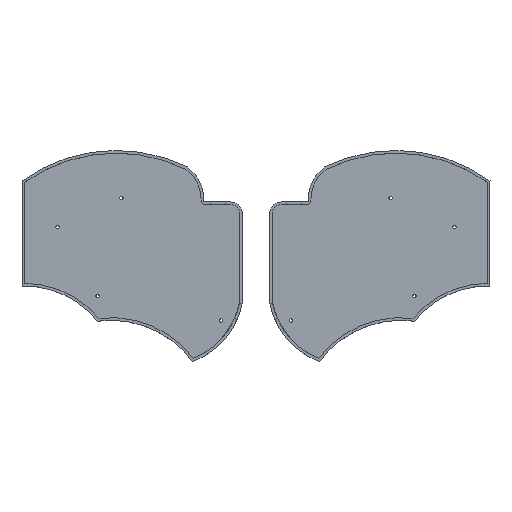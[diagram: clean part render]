
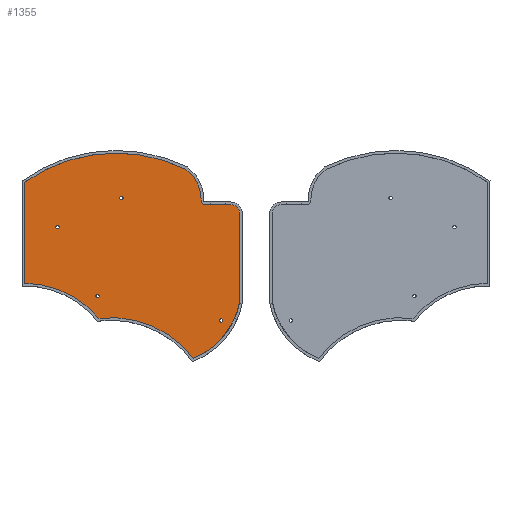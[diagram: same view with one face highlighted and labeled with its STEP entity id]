
A CAD part, top view. The second image highlights one B-rep face of the part: STEP entity #1355.
In plain terms, the highlighted planar face has unit normal (0, 0, 1).
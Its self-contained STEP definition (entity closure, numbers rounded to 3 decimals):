
#21=FACE_BOUND('',#236,.T.);
#22=FACE_BOUND('',#237,.T.);
#23=FACE_BOUND('',#238,.T.);
#24=FACE_BOUND('',#239,.T.);
#79=CIRCLE('',#1448,45.141);
#92=CIRCLE('',#1463,94.216);
#93=CIRCLE('',#1464,58.377);
#94=CIRCLE('',#1465,62.324);
#95=CIRCLE('',#1466,5.5);
#96=CIRCLE('',#1467,2.5);
#97=CIRCLE('',#1468,22.478);
#98=CIRCLE('',#1469,1.);
#99=CIRCLE('',#1470,1.);
#100=CIRCLE('',#1471,1.);
#101=CIRCLE('',#1472,1.);
#163=FACE_OUTER_BOUND('',#235,.T.);
#235=EDGE_LOOP('',(#971,#972,#973,#974,#975,#976,#977,#978,#979,#980,#981));
#236=EDGE_LOOP('',(#982));
#237=EDGE_LOOP('',(#983));
#238=EDGE_LOOP('',(#984));
#239=EDGE_LOOP('',(#985));
#346=LINE('',#2131,#470);
#347=LINE('',#2136,#471);
#348=LINE('',#2140,#472);
#349=LINE('',#2144,#473);
#470=VECTOR('',#1685,10.);
#471=VECTOR('',#1690,10.);
#472=VECTOR('',#1693,10.);
#473=VECTOR('',#1696,10.);
#586=VERTEX_POINT('',#2088);
#587=VERTEX_POINT('',#2090);
#603=VERTEX_POINT('',#2127);
#604=VERTEX_POINT('',#2128);
#605=VERTEX_POINT('',#2130);
#606=VERTEX_POINT('',#2132);
#607=VERTEX_POINT('',#2135);
#608=VERTEX_POINT('',#2137);
#609=VERTEX_POINT('',#2139);
#610=VERTEX_POINT('',#2141);
#611=VERTEX_POINT('',#2143);
#612=VERTEX_POINT('',#2146);
#613=VERTEX_POINT('',#2148);
#614=VERTEX_POINT('',#2150);
#615=VERTEX_POINT('',#2152);
#730=EDGE_CURVE('',#586,#587,#79,.T.);
#749=EDGE_CURVE('',#603,#604,#92,.T.);
#750=EDGE_CURVE('',#605,#603,#346,.T.);
#751=EDGE_CURVE('',#606,#605,#93,.T.);
#752=EDGE_CURVE('',#587,#606,#94,.T.);
#753=EDGE_CURVE('',#607,#586,#347,.T.);
#754=EDGE_CURVE('',#608,#607,#95,.T.);
#755=EDGE_CURVE('',#609,#608,#348,.T.);
#756=EDGE_CURVE('',#610,#609,#96,.T.);
#757=EDGE_CURVE('',#611,#610,#349,.T.);
#758=EDGE_CURVE('',#604,#611,#97,.T.);
#759=EDGE_CURVE('',#612,#612,#98,.T.);
#760=EDGE_CURVE('',#613,#613,#99,.T.);
#761=EDGE_CURVE('',#614,#614,#100,.T.);
#762=EDGE_CURVE('',#615,#615,#101,.T.);
#971=ORIENTED_EDGE('',*,*,#749,.F.);
#972=ORIENTED_EDGE('',*,*,#750,.F.);
#973=ORIENTED_EDGE('',*,*,#751,.F.);
#974=ORIENTED_EDGE('',*,*,#752,.F.);
#975=ORIENTED_EDGE('',*,*,#730,.F.);
#976=ORIENTED_EDGE('',*,*,#753,.F.);
#977=ORIENTED_EDGE('',*,*,#754,.F.);
#978=ORIENTED_EDGE('',*,*,#755,.F.);
#979=ORIENTED_EDGE('',*,*,#756,.F.);
#980=ORIENTED_EDGE('',*,*,#757,.F.);
#981=ORIENTED_EDGE('',*,*,#758,.F.);
#982=ORIENTED_EDGE('',*,*,#759,.T.);
#983=ORIENTED_EDGE('',*,*,#760,.T.);
#984=ORIENTED_EDGE('',*,*,#761,.T.);
#985=ORIENTED_EDGE('',*,*,#762,.T.);
#1318=PLANE('',#1462);
#1355=ADVANCED_FACE('',(#163,#21,#22,#23,#24),#1318,.T.);
#1448=AXIS2_PLACEMENT_3D('',#2091,#1647,#1648);
#1462=AXIS2_PLACEMENT_3D('',#2126,#1681,#1682);
#1463=AXIS2_PLACEMENT_3D('',#2129,#1683,#1684);
#1464=AXIS2_PLACEMENT_3D('',#2133,#1686,#1687);
#1465=AXIS2_PLACEMENT_3D('',#2134,#1688,#1689);
#1466=AXIS2_PLACEMENT_3D('',#2138,#1691,#1692);
#1467=AXIS2_PLACEMENT_3D('',#2142,#1694,#1695);
#1468=AXIS2_PLACEMENT_3D('',#2145,#1697,#1698);
#1469=AXIS2_PLACEMENT_3D('',#2147,#1699,#1700);
#1470=AXIS2_PLACEMENT_3D('',#2149,#1701,#1702);
#1471=AXIS2_PLACEMENT_3D('',#2151,#1703,#1704);
#1472=AXIS2_PLACEMENT_3D('',#2153,#1705,#1706);
#1647=DIRECTION('center_axis',(0.,0.,-1.));
#1648=DIRECTION('ref_axis',(1.,0.,0.));
#1681=DIRECTION('center_axis',(0.,0.,1.));
#1682=DIRECTION('ref_axis',(1.,0.,0.));
#1683=DIRECTION('center_axis',(0.,0.,-1.));
#1684=DIRECTION('ref_axis',(1.,0.,0.));
#1685=DIRECTION('',(-0.001,1.,0.));
#1686=DIRECTION('center_axis',(0.,0.,1.));
#1687=DIRECTION('ref_axis',(1.,0.,0.));
#1688=DIRECTION('center_axis',(0.,0.,1.));
#1689=DIRECTION('ref_axis',(1.,0.,0.));
#1690=DIRECTION('',(0.,-1.,0.));
#1691=DIRECTION('center_axis',(0.,0.,-1.));
#1692=DIRECTION('ref_axis',(1.,0.,0.));
#1693=DIRECTION('',(1.,0.,0.));
#1694=DIRECTION('center_axis',(0.,0.,1.));
#1695=DIRECTION('ref_axis',(1.,0.,0.));
#1696=DIRECTION('',(0.331,-0.943,0.));
#1697=DIRECTION('center_axis',(0.,0.,-1.));
#1698=DIRECTION('ref_axis',(1.,0.,0.));
#1699=DIRECTION('center_axis',(0.,0.,-1.));
#1700=DIRECTION('ref_axis',(-1.,0.,0.));
#1701=DIRECTION('center_axis',(0.,0.,-1.));
#1702=DIRECTION('ref_axis',(-1.,0.,0.));
#1703=DIRECTION('center_axis',(0.,0.,-1.));
#1704=DIRECTION('ref_axis',(-1.,0.,0.));
#1705=DIRECTION('center_axis',(0.,0.,-1.));
#1706=DIRECTION('ref_axis',(-1.,0.,0.));
#2088=CARTESIAN_POINT('',(-9.683,-41.238,19.36));
#2090=CARTESIAN_POINT('',(-37.217,-75.052,19.36));
#2091=CARTESIAN_POINT('Origin',(-54.1,-33.187,19.36));
#2126=CARTESIAN_POINT('Origin',(-71.185,-9.294,19.36));
#2127=CARTESIAN_POINT('',(-137.934,29.92,19.36));
#2128=CARTESIAN_POINT('',(-41.885,37.643,19.36));
#2129=CARTESIAN_POINT('Origin',(-83.42,-46.924,19.36));
#2130=CARTESIAN_POINT('',(-137.888,-30.323,19.36));
#2131=CARTESIAN_POINT('',(-137.919,10.158,19.36));
#2132=CARTESIAN_POINT('',(-93.644,-51.212,19.36));
#2133=CARTESIAN_POINT('Origin',(-138.396,-88.698,19.36));
#2134=CARTESIAN_POINT('Origin',(-86.554,-113.132,19.36));
#2135=CARTESIAN_POINT('',(-9.683,11.058,19.36));
#2136=CARTESIAN_POINT('',(-9.683,-25.243,19.36));
#2137=CARTESIAN_POINT('',(-15.183,16.558,19.36));
#2138=CARTESIAN_POINT('Origin',(-15.183,11.058,19.36));
#2139=CARTESIAN_POINT('',(-30.183,16.558,19.36));
#2140=CARTESIAN_POINT('',(-43.184,16.558,19.36));
#2141=CARTESIAN_POINT('',(-32.682,19.139,19.36));
#2142=CARTESIAN_POINT('Origin',(-30.183,19.058,19.36));
#2143=CARTESIAN_POINT('',(-32.733,19.284,19.36));
#2144=CARTESIAN_POINT('',(-30.366,12.546,19.36));
#2145=CARTESIAN_POINT('Origin',(-55.209,19.54,19.36));
#2146=CARTESIAN_POINT('',(-93.433,-37.942,19.36));
#2147=CARTESIAN_POINT('Origin',(-94.433,-37.942,19.36));
#2148=CARTESIAN_POINT('',(-117.345,3.083,19.36));
#2149=CARTESIAN_POINT('Origin',(-118.345,3.083,19.36));
#2150=CARTESIAN_POINT('',(-19.714,-52.48,19.36));
#2151=CARTESIAN_POINT('Origin',(-20.714,-52.48,19.36));
#2152=CARTESIAN_POINT('',(-79.245,20.545,19.36));
#2153=CARTESIAN_POINT('Origin',(-80.245,20.545,19.36));
